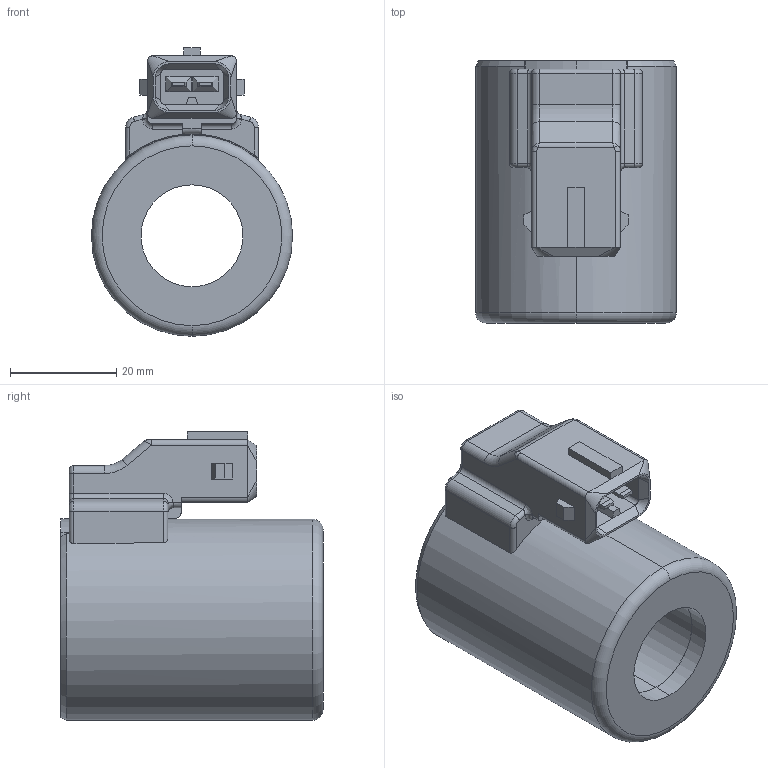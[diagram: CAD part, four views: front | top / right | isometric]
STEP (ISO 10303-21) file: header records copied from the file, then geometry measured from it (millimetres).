
FILE_DESCRIPTION (( 'STEP AP203' ), '1' );
FILE_NAME ('EC19A220B.STEP', '2021-05-07T01:05:19', ( '' ), ( '' ), 'SwSTEP 2.0', 'SolidWorks 2018', '' );
FILE_SCHEMA (( 'CONFIG_CONTROL_DESIGN' ));
Length unit declared in the file: millimetre
Products named in the file (4): EC19A220B; 6GX37A49001_目錄用; 6GX34A03001_組合用; S4線圈二次射出(AMP插座型)-1_目錄用
Assembly tree (3 placements, depth 2):
  EC19A220B
    S4線圈二次射出(AMP插座型)-1_目錄用
    6GX34A03001_組合用
    6GX37A49001_目錄用
Bounding box: 37.8 x 49.3 x 54.25 mm (x, y, z)
Volume: 47782.2 mm3; surface area: 25069.5 mm2
Topology: 3 solids, 3 shells, 209 faces, 523 edges, 323 vertices
Faces by surface type: plane 109, cylinder 59, torus 19, bspline 16, cone 6
Entity records: 7032 total; most frequent: CARTESIAN_POINT 1688, ORIENTED_EDGE 1042, DIRECTION 1026, EDGE_CURVE 521, AXIS2_PLACEMENT_3D 359, VERTEX_POINT 323, LINE 308, VECTOR 308
